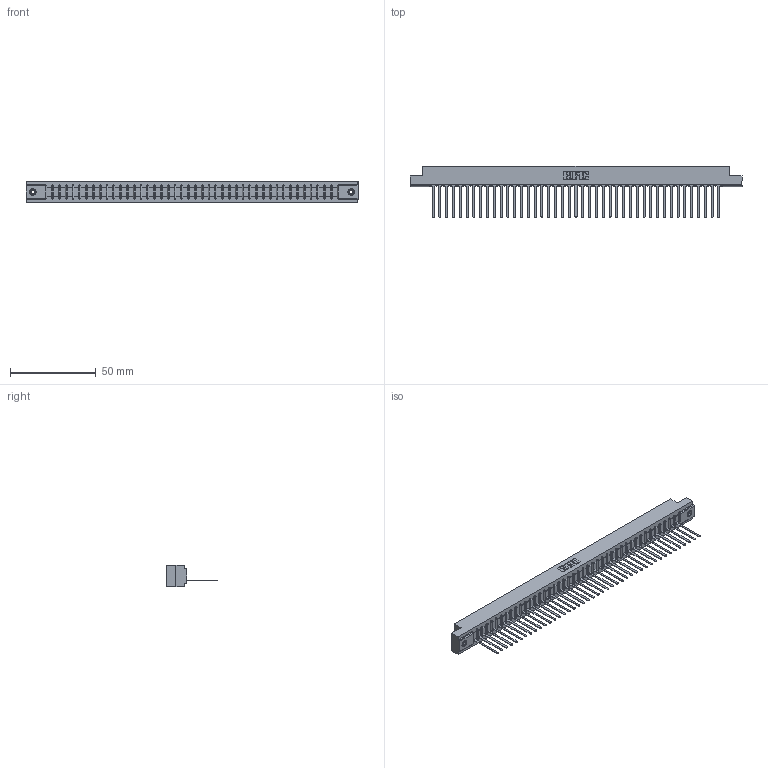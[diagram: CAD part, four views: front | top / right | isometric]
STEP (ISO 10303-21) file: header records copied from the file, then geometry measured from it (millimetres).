
FILE_DESCRIPTION (( 'STEP AP203' ), '1' );
FILE_NAME ('357-043-545-108.STEP', '2019-09-14T16:49:06', ( '' ), ( '' ), 'SwSTEP 2.0', 'SolidWorks 2016', '' );
FILE_SCHEMA (( 'CONFIG_CONTROL_DESIGN' ));
Length unit declared in the file: inch
Products named in the file (4): 357-043-545-108; 345-250-001_345-250-003-102; 307-290-001_545; 307 Part_.156 Dia Mounting Holes
Assembly tree (46 placements, depth 2):
  357-043-545-108
    307 Part_.156 Dia Mounting Holes
    307-290-001_545  x43
    345-250-001_345-250-003-102  x2
Bounding box: 193.4 x 30 x 12.7 mm (x, y, z)
Volume: 20251.2 mm3; surface area: 22611.5 mm2
Topology: 46 solids, 46 shells, 2630 faces, 7425 edges, 4766 vertices
Faces by surface type: plane 1693, cylinder 833, sphere 88, cone 12, torus 4
Entity records: 37893 total; most frequent: CARTESIAN_POINT 6363, ORIENTED_EDGE 6342, DIRECTION 6197, EDGE_CURVE 3171, LINE 2433, VECTOR 2433, VERTEX_POINT 2048, AXIS2_PLACEMENT_3D 1882
